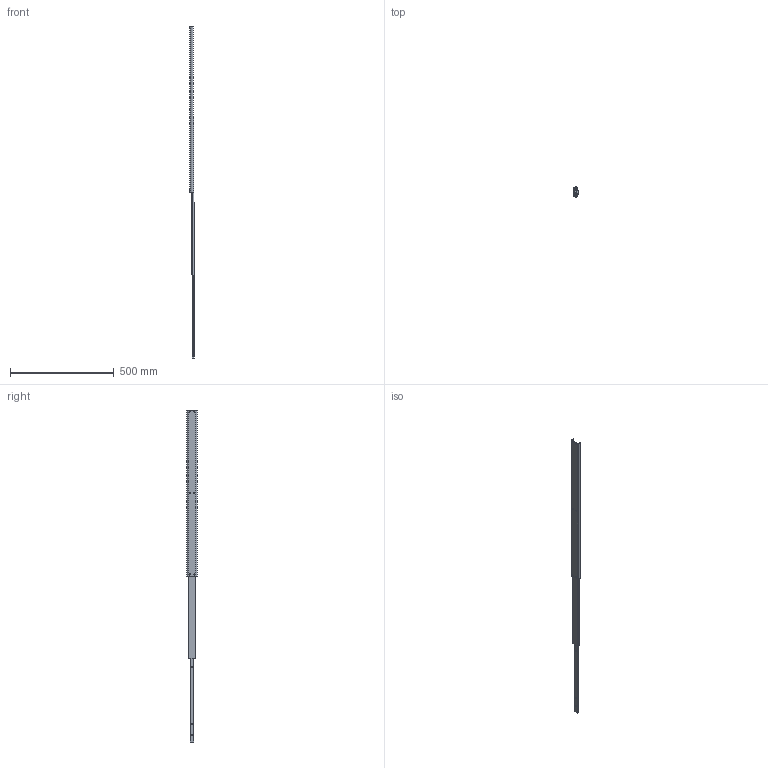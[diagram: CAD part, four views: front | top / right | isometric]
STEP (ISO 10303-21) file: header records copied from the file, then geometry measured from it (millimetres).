
FILE_DESCRIPTION (( 'STEP AP214' ), '1' );
FILE_NAME ('Telescopic-5030-800-Rollco.step', '2023-11-07T13:24:02', ( '' ), ( '' ), 'SwSTEP 2.0', 'SolidWorks 2010', '' );
FILE_SCHEMA (( 'AUTOMOTIVE_DESIGN' ));
Length unit declared in the file: millimetre
Products named in the file (4): Slide-Outer-5030-Rollco_Slide-Outer-5030-800-Widney; Slide-Middle-5030-Rollco_Slide-Middle-5030-800-Widney; Slide-Inner-5030-Rollco_Slide-Inner-5030-800-Widney; Telescopic-5030-800-Rollco
Assembly tree (3 placements, depth 2):
  Telescopic-5030-800-Rollco
    Slide-Outer-5030-Rollco_Slide-Outer-5030-800-Widney
    Slide-Inner-5030-Rollco_Slide-Inner-5030-800-Widney
    Slide-Middle-5030-Rollco_Slide-Middle-5030-800-Widney
Bounding box: 19.75 x 49.77 x 1600 mm (x, y, z)
Volume: 432356.6 mm3; surface area: 249073.5 mm2
Topology: 3 solids, 3 shells, 82 faces, 236 edges, 160 vertices
Faces by surface type: cylinder 44, plane 34, cone 4
Full cylindrical faces by diameter (mm): 5.25 x2, 5.5 x4, 6 x6
Entity records: 2750 total; most frequent: DIRECTION 476, CARTESIAN_POINT 444, ORIENTED_EDGE 416, EDGE_CURVE 208, AXIS2_PLACEMENT_3D 180, VERTEX_POINT 148, EDGE_LOOP 122, VECTOR 116
